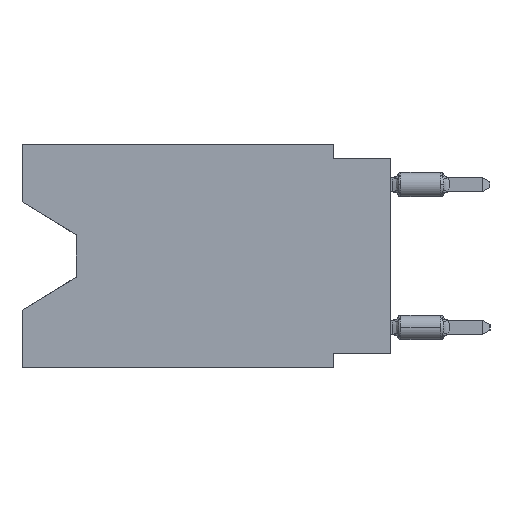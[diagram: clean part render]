
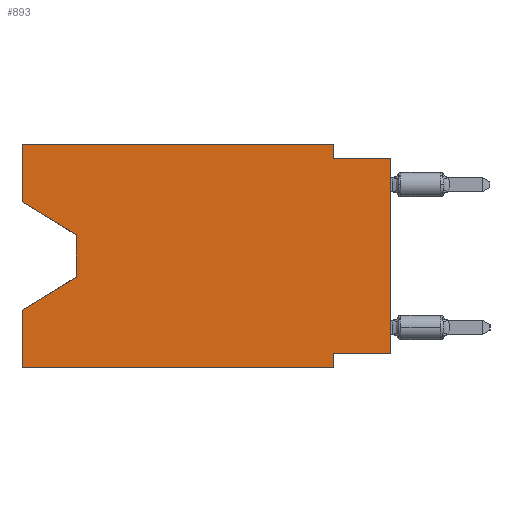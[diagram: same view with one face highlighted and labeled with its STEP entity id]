
A CAD part, left-side view. The second image highlights one B-rep face of the part: STEP entity #893.
In plain terms, the highlighted planar face has unit normal (-1, 0, 0).
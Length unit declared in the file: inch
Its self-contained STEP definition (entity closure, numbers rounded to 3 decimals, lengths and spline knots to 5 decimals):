
#22 = VERTEX_POINT ( 'NONE', #9468 ) ;
#58 = VECTOR ( 'NONE', #4008, 39.37008 ) ;
#198 = VERTEX_POINT ( 'NONE', #20528 ) ;
#734 = LINE ( 'NONE', #20413, #3982 ) ;
#741 = CARTESIAN_POINT ( 'NONE',  ( 0., 0.1, 0. ) ) ;
#893 = ADVANCED_FACE ( 'NONE', ( #22343 ), #9777, .F. ) ;
#1729 = ORIENTED_EDGE ( 'NONE', *, *, #3801, .F. ) ;
#1972 = LINE ( 'NONE', #8982, #2785 ) ;
#2785 = VECTOR ( 'NONE', #5348, 39.37008 ) ;
#2896 = VERTEX_POINT ( 'NONE', #741 ) ;
#3497 = ORIENTED_EDGE ( 'NONE', *, *, #14892, .F. ) ;
#3711 = DIRECTION ( 'NONE',  ( 0., 0., -1. ) ) ;
#3801 = EDGE_CURVE ( 'NONE', #2896, #6788, #21655, .T. ) ;
#3982 = VECTOR ( 'NONE', #13172, 39.37008 ) ;
#4008 = DIRECTION ( 'NONE',  ( 0., 1., 0. ) ) ;
#4565 = DIRECTION ( 'NONE',  ( 0., -1., 0. ) ) ;
#4842 = ORIENTED_EDGE ( 'NONE', *, *, #18368, .F. ) ;
#5247 = CARTESIAN_POINT ( 'NONE',  ( 0., 0.55, -0.158 ) ) ;
#5256 = CARTESIAN_POINT ( 'NONE',  ( 0., 0.1, -0.39 ) ) ;
#5288 = CARTESIAN_POINT ( 'NONE',  ( 0., 0.1, -0.39 ) ) ;
#5348 = DIRECTION ( 'NONE',  ( 0., 0., 1. ) ) ;
#5467 = VERTEX_POINT ( 'NONE', #6364 ) ;
#5831 = VERTEX_POINT ( 'NONE', #9580 ) ;
#6083 = EDGE_CURVE ( 'NONE', #8784, #12282, #1972, .T. ) ;
#6146 = VECTOR ( 'NONE', #14035, 39.37008 ) ;
#6184 = CARTESIAN_POINT ( 'NONE',  ( 0., 0.645, 0. ) ) ;
#6364 = CARTESIAN_POINT ( 'NONE',  ( 0., 0.645, -0.39 ) ) ;
#6493 = LINE ( 'NONE', #13600, #15277 ) ;
#6788 = VERTEX_POINT ( 'NONE', #13235 ) ;
#6841 = EDGE_CURVE ( 'NONE', #18691, #8569, #9647, .T. ) ;
#6962 = EDGE_CURVE ( 'NONE', #22, #198, #22900, .T. ) ;
#7549 = VECTOR ( 'NONE', #12395, 39.37008 ) ;
#7745 = CARTESIAN_POINT ( 'NONE',  ( 0., 0., -0.365 ) ) ;
#7875 = CARTESIAN_POINT ( 'NONE',  ( 0., 0.1, 0. ) ) ;
#8125 = DIRECTION ( 'NONE',  ( 0., 0., -1. ) ) ;
#8210 = ORIENTED_EDGE ( 'NONE', *, *, #6962, .F. ) ;
#8351 = CARTESIAN_POINT ( 'NONE',  ( 0., 0.55, -0.158 ) ) ;
#8569 = VERTEX_POINT ( 'NONE', #13541 ) ;
#8784 = VERTEX_POINT ( 'NONE', #15743 ) ;
#8852 = CARTESIAN_POINT ( 'NONE',  ( 0., 0.645, -0.28975 ) ) ;
#8928 = CARTESIAN_POINT ( 'NONE',  ( 0., 0.645, 0. ) ) ;
#8982 = CARTESIAN_POINT ( 'NONE',  ( 0., 0., 0. ) ) ;
#9125 = VECTOR ( 'NONE', #3711, 39.37008 ) ;
#9226 = CARTESIAN_POINT ( 'NONE',  ( 0., 0.645, -0.10025 ) ) ;
#9468 = CARTESIAN_POINT ( 'NONE',  ( 0., 0.645, -0.10025 ) ) ;
#9580 = CARTESIAN_POINT ( 'NONE',  ( 0., 0.1, -0.365 ) ) ;
#9647 = LINE ( 'NONE', #8351, #16197 ) ;
#9777 = PLANE ( 'NONE',  #15607 ) ;
#10130 = DIRECTION ( 'NONE',  ( 0., -1., 0. ) ) ;
#11072 = ORIENTED_EDGE ( 'NONE', *, *, #12394, .F. ) ;
#11171 = ORIENTED_EDGE ( 'NONE', *, *, #12463, .T. ) ;
#11291 = EDGE_CURVE ( 'NONE', #8569, #13035, #15708, .T. ) ;
#11435 = CARTESIAN_POINT ( 'NONE',  ( 0., 0., -0.025 ) ) ;
#12282 = VERTEX_POINT ( 'NONE', #11435 ) ;
#12394 = EDGE_CURVE ( 'NONE', #5467, #13035, #21936, .T. ) ;
#12395 = DIRECTION ( 'NONE',  ( 0., 0., -1. ) ) ;
#12463 = EDGE_CURVE ( 'NONE', #5467, #20452, #15397, .T. ) ;
#13035 = VERTEX_POINT ( 'NONE', #8852 ) ;
#13172 = DIRECTION ( 'NONE',  ( 0., -1., 0. ) ) ;
#13235 = CARTESIAN_POINT ( 'NONE',  ( 0., 0.1, -0.025 ) ) ;
#13541 = CARTESIAN_POINT ( 'NONE',  ( 0., 0.55, -0.232 ) ) ;
#13600 = CARTESIAN_POINT ( 'NONE',  ( 0., 0.645, 0. ) ) ;
#13711 = ORIENTED_EDGE ( 'NONE', *, *, #16615, .F. ) ;
#14035 = DIRECTION ( 'NONE',  ( 0., 0., 1. ) ) ;
#14441 = LINE ( 'NONE', #9226, #20770 ) ;
#14487 = VECTOR ( 'NONE', #22825, 39.37008 ) ;
#14611 = LINE ( 'NONE', #7745, #58 ) ;
#14642 = EDGE_CURVE ( 'NONE', #198, #2896, #6493, .T. ) ;
#14892 = EDGE_CURVE ( 'NONE', #8784, #5831, #14611, .T. ) ;
#14983 = CARTESIAN_POINT ( 'NONE',  ( 0., 0.645, 0. ) ) ;
#15161 = CARTESIAN_POINT ( 'NONE',  ( 0., 0.645, -0.39 ) ) ;
#15277 = VECTOR ( 'NONE', #10130, 39.37008 ) ;
#15397 = LINE ( 'NONE', #15161, #18176 ) ;
#15591 = EDGE_LOOP ( 'NONE', ( #21268, #22107, #16629, #11072, #11171, #13711, #3497, #18837, #4842, #1729, #21023, #8210 ) ) ;
#15607 = AXIS2_PLACEMENT_3D ( 'NONE', #14983, #20822, #16846 ) ;
#15708 = LINE ( 'NONE', #16909, #14487 ) ;
#15743 = CARTESIAN_POINT ( 'NONE',  ( 0., 0., -0.365 ) ) ;
#16197 = VECTOR ( 'NONE', #8125, 39.37008 ) ;
#16615 = EDGE_CURVE ( 'NONE', #5831, #20452, #19740, .T. ) ;
#16629 = ORIENTED_EDGE ( 'NONE', *, *, #11291, .T. ) ;
#16846 = DIRECTION ( 'NONE',  ( 0., 0., -1. ) ) ;
#16909 = CARTESIAN_POINT ( 'NONE',  ( 0., 0.55, -0.232 ) ) ;
#17076 = VECTOR ( 'NONE', #20185, 39.37008 ) ;
#18176 = VECTOR ( 'NONE', #4565, 39.37008 ) ;
#18368 = EDGE_CURVE ( 'NONE', #6788, #12282, #734, .T. ) ;
#18691 = VERTEX_POINT ( 'NONE', #5247 ) ;
#18837 = ORIENTED_EDGE ( 'NONE', *, *, #6083, .T. ) ;
#19740 = LINE ( 'NONE', #5288, #7549 ) ;
#20185 = DIRECTION ( 'NONE',  ( 0., 0., 1. ) ) ;
#20377 = EDGE_CURVE ( 'NONE', #22, #18691, #14441, .T. ) ;
#20413 = CARTESIAN_POINT ( 'NONE',  ( 0., 0., -0.025 ) ) ;
#20452 = VERTEX_POINT ( 'NONE', #5256 ) ;
#20528 = CARTESIAN_POINT ( 'NONE',  ( 0., 0.645, 0. ) ) ;
#20770 = VECTOR ( 'NONE', #21571, 39.37008 ) ;
#20822 = DIRECTION ( 'NONE',  ( 1., 0., 0. ) ) ;
#21023 = ORIENTED_EDGE ( 'NONE', *, *, #14642, .F. ) ;
#21268 = ORIENTED_EDGE ( 'NONE', *, *, #20377, .T. ) ;
#21571 = DIRECTION ( 'NONE',  ( 0., -0.855, -0.519 ) ) ;
#21655 = LINE ( 'NONE', #7875, #9125 ) ;
#21936 = LINE ( 'NONE', #6184, #17076 ) ;
#22107 = ORIENTED_EDGE ( 'NONE', *, *, #6841, .T. ) ;
#22343 = FACE_OUTER_BOUND ( 'NONE', #15591, .T. ) ;
#22825 = DIRECTION ( 'NONE',  ( 0., 0.855, -0.519 ) ) ;
#22900 = LINE ( 'NONE', #8928, #6146 ) ;
